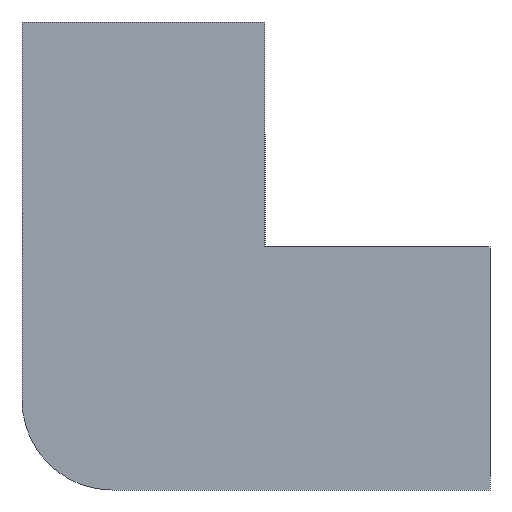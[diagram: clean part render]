
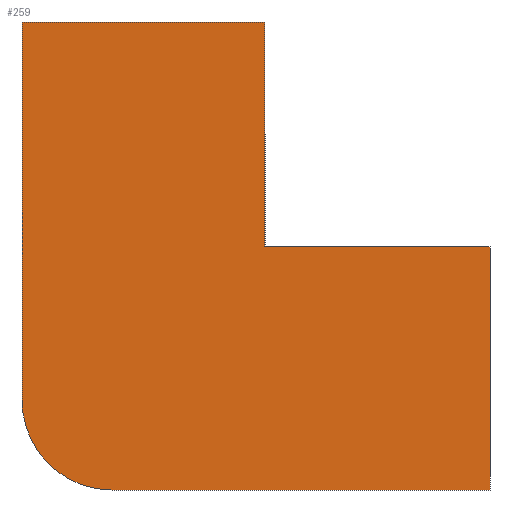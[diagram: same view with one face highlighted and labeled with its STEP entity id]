
A CAD part, left-side view. The second image highlights one B-rep face of the part: STEP entity #259.
In plain terms, the highlighted planar face has unit normal (-1, 0.012, 0).
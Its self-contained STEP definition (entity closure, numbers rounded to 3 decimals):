
#12 = VERTEX_POINT ( 'NONE', #272 ) ;
#13 = LINE ( 'NONE', #199, #110 ) ;
#18 = CARTESIAN_POINT ( 'NONE',  ( -22.13, -1., 1. ) ) ;
#43 = VERTEX_POINT ( 'NONE', #392 ) ;
#64 = LINE ( 'NONE', #521, #505 ) ;
#73 = EDGE_CURVE ( 'NONE', #441, #200, #439, .T. ) ;
#89 = CARTESIAN_POINT ( 'NONE',  ( -21.922, 16., -26. ) ) ;
#90 = EDGE_CURVE ( 'NONE', #12, #43, #139, .T. ) ;
#94 = EDGE_CURVE ( 'NONE', #200, #12, #167, .T. ) ;
#106 = DIRECTION ( 'NONE',  ( -1., 0.012, 0. ) ) ;
#110 = VECTOR ( 'NONE', #363, 1000. ) ;
#126 = CARTESIAN_POINT ( 'NONE',  ( -22.435, -26., -26. ) ) ;
#139 = LINE ( 'NONE', #306, #362 ) ;
#167 =( BOUNDED_CURVE ( )  B_SPLINE_CURVE ( 3, ( #89, #297, #376, #209 ),
 .UNSPECIFIED., .F., .F. ) 
 B_SPLINE_CURVE_WITH_KNOTS ( ( 4, 4 ),
 ( 1.571, 3.142 ),
 .UNSPECIFIED. ) 
 CURVE ( )  GEOMETRIC_REPRESENTATION_ITEM ( )  RATIONAL_B_SPLINE_CURVE ( ( 1., 0.805, 0.805, 1. ) ) 
 REPRESENTATION_ITEM ( '' )  );
#172 = ORIENTED_EDGE ( 'NONE', *, *, #94, .F. ) ;
#183 = DIRECTION ( 'NONE',  ( -0.012, -1., 0. ) ) ;
#196 = VERTEX_POINT ( 'NONE', #273 ) ;
#199 = CARTESIAN_POINT ( 'NONE',  ( -22.435, -26., 1. ) ) ;
#200 = VERTEX_POINT ( 'NONE', #388 ) ;
#209 = CARTESIAN_POINT ( 'NONE',  ( -21.8, 26., -16. ) ) ;
#243 = CARTESIAN_POINT ( 'NONE',  ( -22.13, -1., 26. ) ) ;
#254 = ORIENTED_EDGE ( 'NONE', *, *, #288, .F. ) ;
#257 = DIRECTION ( 'NONE',  ( -0.012, -1., 0. ) ) ;
#259 = ADVANCED_FACE ( 'NONE', ( #432 ), #429, .T. ) ;
#272 = CARTESIAN_POINT ( 'NONE',  ( -21.8, 26., -16. ) ) ;
#273 = CARTESIAN_POINT ( 'NONE',  ( -22.13, -1., 26. ) ) ;
#274 = CARTESIAN_POINT ( 'NONE',  ( -21.916, 16.534, -26. ) ) ;
#276 = DIRECTION ( 'NONE',  ( 0., 0., 1. ) ) ;
#288 = EDGE_CURVE ( 'NONE', #43, #196, #64, .T. ) ;
#297 = CARTESIAN_POINT ( 'NONE',  ( -21.851, 21.858, -26. ) ) ;
#301 = LINE ( 'NONE', #502, #379 ) ;
#306 = CARTESIAN_POINT ( 'NONE',  ( -21.8, 26., 26. ) ) ;
#308 = DIRECTION ( 'NONE',  ( -0.012, -1., 0. ) ) ;
#318 = AXIS2_PLACEMENT_3D ( 'NONE', #477, #106, #183 ) ;
#327 = LINE ( 'NONE', #243, #433 ) ;
#351 = EDGE_CURVE ( 'NONE', #196, #402, #327, .T. ) ;
#353 = ORIENTED_EDGE ( 'NONE', *, *, #90, .F. ) ;
#354 = ORIENTED_EDGE ( 'NONE', *, *, #351, .F. ) ;
#362 = VECTOR ( 'NONE', #276, 1000. ) ;
#363 = DIRECTION ( 'NONE',  ( 0., 0., -1. ) ) ;
#369 = DIRECTION ( 'NONE',  ( 0., 0., -1. ) ) ;
#372 = ORIENTED_EDGE ( 'NONE', *, *, #426, .F. ) ;
#376 = CARTESIAN_POINT ( 'NONE',  ( -21.8, 26., -21.858 ) ) ;
#379 = VECTOR ( 'NONE', #257, 1000. ) ;
#388 = CARTESIAN_POINT ( 'NONE',  ( -21.922, 16., -26. ) ) ;
#392 = CARTESIAN_POINT ( 'NONE',  ( -21.8, 26., 26. ) ) ;
#402 = VERTEX_POINT ( 'NONE', #18 ) ;
#414 = VERTEX_POINT ( 'NONE', #484 ) ;
#426 = EDGE_CURVE ( 'NONE', #414, #441, #13, .T. ) ;
#429 = PLANE ( 'NONE',  #318 ) ;
#432 = FACE_OUTER_BOUND ( 'NONE', #507, .T. ) ;
#433 = VECTOR ( 'NONE', #369, 1000. ) ;
#434 = DIRECTION ( 'NONE',  ( 0.012, 1., 0. ) ) ;
#439 = LINE ( 'NONE', #274, #444 ) ;
#441 = VERTEX_POINT ( 'NONE', #126 ) ;
#444 = VECTOR ( 'NONE', #434, 1000. ) ;
#470 = ORIENTED_EDGE ( 'NONE', *, *, #73, .F. ) ;
#477 = CARTESIAN_POINT ( 'NONE',  ( -21.8, 26., 26. ) ) ;
#484 = CARTESIAN_POINT ( 'NONE',  ( -22.435, -26., 1. ) ) ;
#502 = CARTESIAN_POINT ( 'NONE',  ( -22.429, -25.46, 1. ) ) ;
#505 = VECTOR ( 'NONE', #308, 1000. ) ;
#507 = EDGE_LOOP ( 'NONE', ( #372, #520, #354, #254, #353, #172, #470 ) ) ;
#508 = EDGE_CURVE ( 'NONE', #402, #414, #301, .T. ) ;
#520 = ORIENTED_EDGE ( 'NONE', *, *, #508, .F. ) ;
#521 = CARTESIAN_POINT ( 'NONE',  ( -21.793, 26.533, 26. ) ) ;
